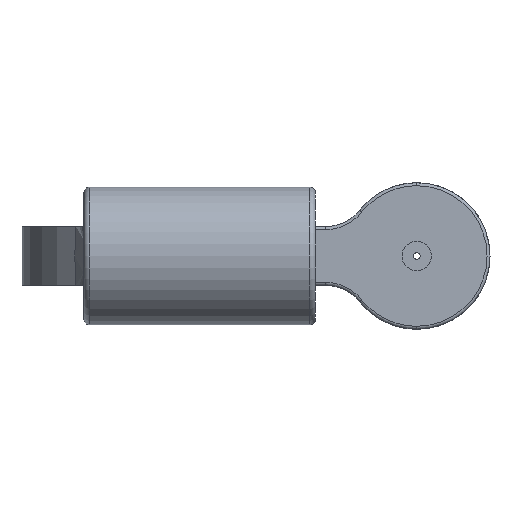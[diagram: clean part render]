
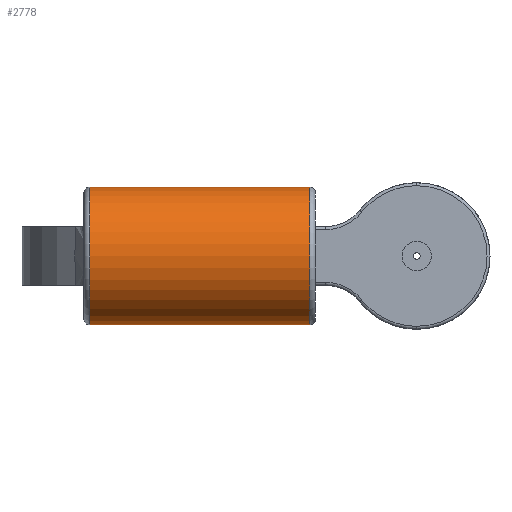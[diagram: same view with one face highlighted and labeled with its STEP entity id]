
A CAD part, front view. The second image highlights one B-rep face of the part: STEP entity #2778.
In plain terms, the highlighted cylindrical face has radius 23.5 mm (diameter 47 mm), a partial arc.
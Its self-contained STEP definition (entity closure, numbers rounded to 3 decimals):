
#11 = VECTOR ( 'NONE', #1221, 1000. ) ;
#84 = CARTESIAN_POINT ( 'NONE',  ( -43.201, 12.519, 124.022 ) ) ;
#110 = CARTESIAN_POINT ( 'NONE',  ( 31.799, 12.519, 147.522 ) ) ;
#114 = CARTESIAN_POINT ( 'NONE',  ( -45.201, 12.519, 124.022 ) ) ;
#132 = DIRECTION ( 'NONE',  ( 1., 0., 0. ) ) ;
#171 = ORIENTED_EDGE ( 'NONE', *, *, #1726, .F. ) ;
#185 = VERTEX_POINT ( 'NONE', #110 ) ;
#364 = EDGE_LOOP ( 'NONE', ( #171, #2754, #397, #2255 ) ) ;
#397 = ORIENTED_EDGE ( 'NONE', *, *, #1214, .T. ) ;
#406 = CARTESIAN_POINT ( 'NONE',  ( -45.201, 12.519, 147.522 ) ) ;
#720 = CIRCLE ( 'NONE', #3641, 23.5 ) ;
#733 = DIRECTION ( 'NONE',  ( 0., 0., -1. ) ) ;
#774 = CARTESIAN_POINT ( 'NONE',  ( -43.201, 12.519, 100.522 ) ) ;
#802 = DIRECTION ( 'NONE',  ( -1., 0., 0. ) ) ;
#825 = DIRECTION ( 'NONE',  ( 0., 0., -1. ) ) ;
#838 = AXIS2_PLACEMENT_3D ( 'NONE', #84, #132, #2661 ) ;
#1127 = CARTESIAN_POINT ( 'NONE',  ( 31.799, 12.519, 124.022 ) ) ;
#1214 = EDGE_CURVE ( 'NONE', #1468, #2212, #2111, .T. ) ;
#1221 = DIRECTION ( 'NONE',  ( 1., 0., 0. ) ) ;
#1383 = DIRECTION ( 'NONE',  ( 1., 0., 0. ) ) ;
#1468 = VERTEX_POINT ( 'NONE', #774 ) ;
#1726 = EDGE_CURVE ( 'NONE', #2978, #185, #3218, .T. ) ;
#1897 = EDGE_CURVE ( 'NONE', #2212, #185, #720, .T. ) ;
#2084 = FACE_OUTER_BOUND ( 'NONE', #364, .T. ) ;
#2111 = LINE ( 'NONE', #4053, #11 ) ;
#2212 = VERTEX_POINT ( 'NONE', #2274 ) ;
#2255 = ORIENTED_EDGE ( 'NONE', *, *, #1897, .T. ) ;
#2274 = CARTESIAN_POINT ( 'NONE',  ( 31.799, 12.519, 100.522 ) ) ;
#2661 = DIRECTION ( 'NONE',  ( 0., 0., -1. ) ) ;
#2702 = DIRECTION ( 'NONE',  ( 1., 0., 0. ) ) ;
#2754 = ORIENTED_EDGE ( 'NONE', *, *, #3874, .T. ) ;
#2778 = ADVANCED_FACE ( 'NONE', ( #2084 ), #3575, .T. ) ;
#2844 = VECTOR ( 'NONE', #1383, 1000. ) ;
#2978 = VERTEX_POINT ( 'NONE', #3444 ) ;
#3013 = CIRCLE ( 'NONE', #838, 23.5 ) ;
#3218 = LINE ( 'NONE', #406, #2844 ) ;
#3339 = AXIS2_PLACEMENT_3D ( 'NONE', #114, #2702, #825 ) ;
#3444 = CARTESIAN_POINT ( 'NONE',  ( -43.201, 12.519, 147.522 ) ) ;
#3575 = CYLINDRICAL_SURFACE ( 'NONE', #3339, 23.5 ) ;
#3641 = AXIS2_PLACEMENT_3D ( 'NONE', #1127, #802, #733 ) ;
#3874 = EDGE_CURVE ( 'NONE', #2978, #1468, #3013, .T. ) ;
#4053 = CARTESIAN_POINT ( 'NONE',  ( -45.201, 12.519, 100.522 ) ) ;
